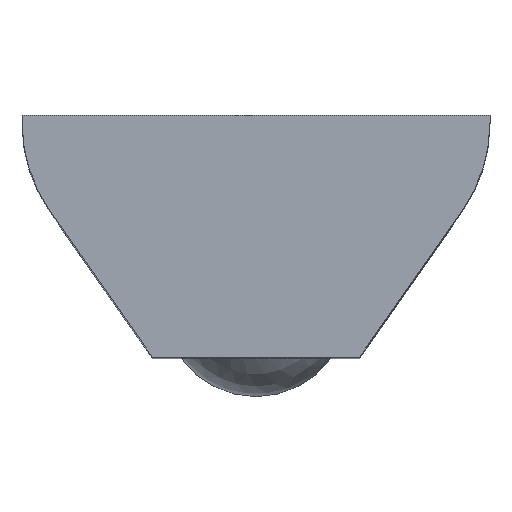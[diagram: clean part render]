
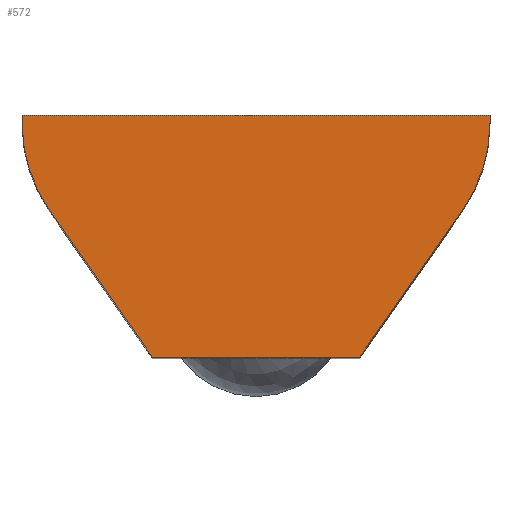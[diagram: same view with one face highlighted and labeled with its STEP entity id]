
A CAD part, top view. The second image highlights one B-rep face of the part: STEP entity #572.
In plain terms, the highlighted planar face has unit normal (0, 0, 1).
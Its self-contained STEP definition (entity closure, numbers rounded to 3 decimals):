
#303=CIRCLE('',#548,4.);
#304=CIRCLE('',#549,4.);
#324=ORIENTED_EDGE('',*,*,#432,.F.);
#325=ORIENTED_EDGE('',*,*,#434,.T.);
#326=ORIENTED_EDGE('',*,*,#435,.T.);
#327=ORIENTED_EDGE('',*,*,#436,.F.);
#328=ORIENTED_EDGE('',*,*,#437,.F.);
#329=ORIENTED_EDGE('',*,*,#438,.T.);
#330=ORIENTED_EDGE('',*,*,#439,.T.);
#331=ORIENTED_EDGE('',*,*,#421,.T.);
#362=VECTOR('',#482,1.);
#369=VECTOR('',#501,1.);
#371=VECTOR('',#507,1.);
#372=VECTOR('',#508,1.);
#373=VECTOR('',#509,1.);
#374=VECTOR('',#512,1.);
#382=LINE('',#591,#362);
#389=LINE('',#613,#369);
#391=LINE('',#619,#371);
#392=LINE('',#621,#372);
#393=LINE('',#623,#373);
#394=LINE('',#626,#374);
#402=VERTEX_POINT('',#588);
#403=VERTEX_POINT('',#590);
#412=VERTEX_POINT('',#612);
#413=VERTEX_POINT('',#616);
#414=VERTEX_POINT('',#618);
#415=VERTEX_POINT('',#620);
#416=VERTEX_POINT('',#622);
#417=VERTEX_POINT('',#624);
#421=EDGE_CURVE('',#403,#402,#382,.T.);
#432=EDGE_CURVE('',#412,#402,#389,.T.);
#434=EDGE_CURVE('',#412,#413,#303,.T.);
#435=EDGE_CURVE('',#413,#414,#391,.T.);
#436=EDGE_CURVE('',#415,#414,#392,.T.);
#437=EDGE_CURVE('',#416,#415,#393,.T.);
#438=EDGE_CURVE('',#416,#417,#304,.T.);
#439=EDGE_CURVE('',#417,#403,#394,.T.);
#451=EDGE_LOOP('',(#324,#325,#326,#327,#328,#329,#330,#331));
#467=FACE_BOUND('',#451,.T.);
#482=DIRECTION('',(5.4,0.,0.));
#501=DIRECTION('',(-2.677,-3.823,0.));
#503=DIRECTION('',(0.,0.,1.));
#504=DIRECTION('',(0.,-1.,0.));
#505=DIRECTION('',(0.,0.,1.));
#506=DIRECTION('',(3.277,-2.294,0.));
#507=DIRECTION('',(0.,0.183,0.));
#508=DIRECTION('',(12.2,0.,0.));
#509=DIRECTION('',(0.,0.183,0.));
#510=DIRECTION('',(0.,0.,1.));
#511=DIRECTION('',(-4.,0.,0.));
#512=DIRECTION('',(2.677,-3.823,0.));
#547=AXIS2_PLACEMENT_3D('',#615,#503,#504);
#548=AXIS2_PLACEMENT_3D('',#617,#505,#506);
#549=AXIS2_PLACEMENT_3D('',#625,#510,#511);
#564=PLANE('',#547);
#572=ADVANCED_FACE('',(#467),#564,.T.);
#588=CARTESIAN_POINT('',(2.7,-6.3,23.));
#590=CARTESIAN_POINT('',(-2.7,-6.3,23.));
#591=CARTESIAN_POINT('',(-2.7,-6.3,23.));
#612=CARTESIAN_POINT('',(5.377,-2.477,23.));
#613=CARTESIAN_POINT('',(5.377,-2.477,23.));
#615=CARTESIAN_POINT('',(5.377,-2.477,23.));
#616=CARTESIAN_POINT('',(6.1,-0.183,23.));
#617=CARTESIAN_POINT('',(2.1,-0.183,23.));
#618=CARTESIAN_POINT('',(6.1,0.,23.));
#619=CARTESIAN_POINT('',(6.1,-0.183,23.));
#620=CARTESIAN_POINT('',(-6.1,0.,23.));
#621=CARTESIAN_POINT('',(-6.1,0.,23.));
#622=CARTESIAN_POINT('',(-6.1,-0.183,23.));
#623=CARTESIAN_POINT('',(-6.1,-0.183,23.));
#624=CARTESIAN_POINT('',(-5.377,-2.477,23.));
#625=CARTESIAN_POINT('',(-2.1,-0.183,23.));
#626=CARTESIAN_POINT('',(-5.377,-2.477,23.));
